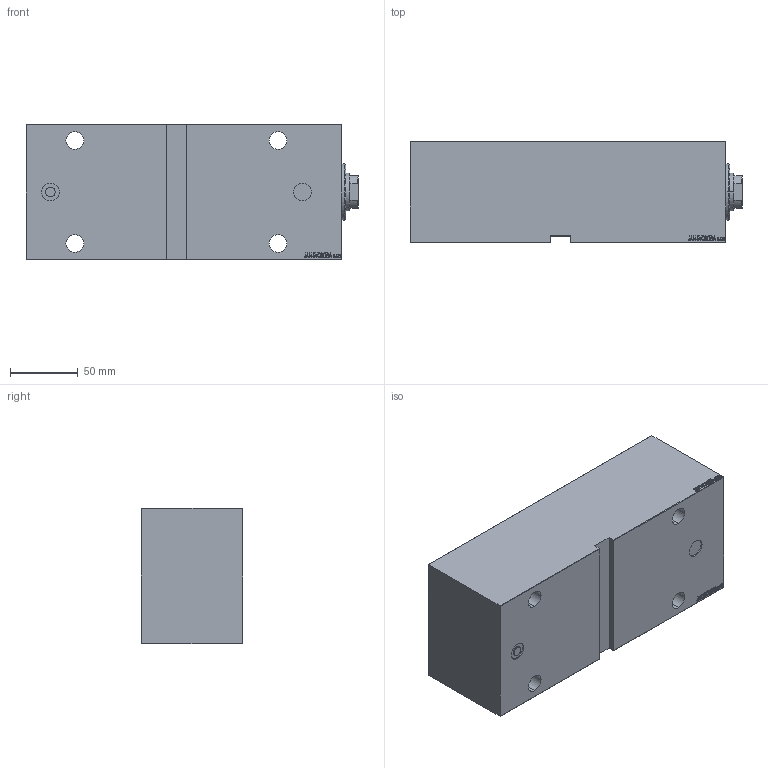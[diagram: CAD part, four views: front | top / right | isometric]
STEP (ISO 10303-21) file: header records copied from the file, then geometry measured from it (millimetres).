
FILE_DESCRIPTION (( 'STEP AP203' ), '1' );
FILE_NAME ('8d33.STEP', '2024-02-11T21:10:04', ( '' ), ( '' ), 'SwSTEP 2.0', 'SolidWorks 2019', '' );
FILE_SCHEMA (( 'CONFIG_CONTROL_DESIGN' ));
Length unit declared in the file: millimetre
Products named in the file (4): V450CM_E_VCP 6516c6ecbbe40650f00913f7bbcd2b1b; 8d33; V450CM_VC_B 6516c6ecbbe40650f00913f7bbcd2b1b; V450CM_E_Body 6516c6ecbbe40650f00913f7bbcd2b1b
Assembly tree (3 placements, depth 2):
  8d33
    V450CM_E_Body 6516c6ecbbe40650f00913f7bbcd2b1b
    V450CM_E_VCP 6516c6ecbbe40650f00913f7bbcd2b1b
    V450CM_VC_B 6516c6ecbbe40650f00913f7bbcd2b1b
Bounding box: 245 x 75 x 100 mm (x, y, z)
Volume: 1480537.9 mm3; surface area: 184154.6 mm2
Topology: 3 solids, 3 shells, 849 faces, 2184 edges, 1449 vertices
Faces by surface type: plane 409, bspline 380, cylinder 46, cone 14
Entity records: 42926 total; most frequent: CARTESIAN_POINT 24346, ORIENTED_EDGE 4364, DIRECTION 2472, EDGE_CURVE 2182, VERTEX_POINT 1449, LINE 1306, VECTOR 1306, EDGE_LOOP 969
